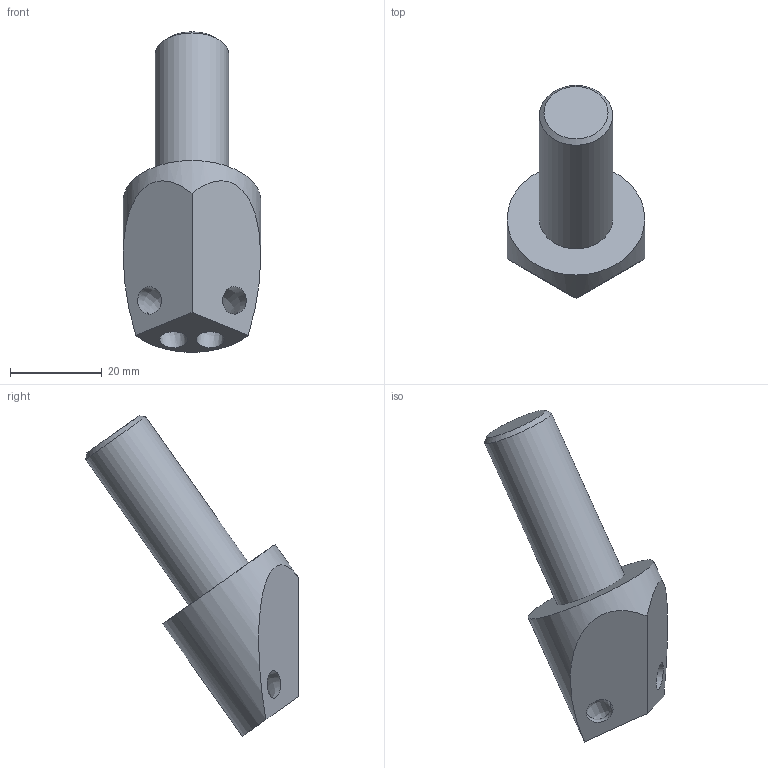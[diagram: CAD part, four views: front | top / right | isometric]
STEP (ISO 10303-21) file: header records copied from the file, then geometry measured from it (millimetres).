
FILE_DESCRIPTION(('FreeCAD Model'),'2;1');
FILE_NAME('Open CASCADE Shape Model','2023-09-02T23:39:25',('Author'),( ''),'Open CASCADE STEP processor 7.5','FreeCAD','Unknown');
FILE_SCHEMA(('AUTOMOTIVE_DESIGN { 1 0 10303 214 1 1 1 1 }'));
Length unit declared in the file: millimetre
Products named in the file (1): Body
Bounding box: 30 x 46.37 x 69.82 mm (x, y, z)
Volume: 22359.8 mm3; surface area: 5848.7 mm2
Topology: 1 solids, 1 shells, 10 faces, 21 edges, 14 vertices
Faces by surface type: plane 5, cylinder 2, revolution 2, cone 1
Full cylindrical faces by diameter (mm): 16 x1, 30 x1
Entity records: 1679 total; most frequent: CARTESIAN_POINT 1206, DIRECTION 88, ORIENTED_EDGE 42, PCURVE 42, DEFINITIONAL_REPRESENTATION 42, LINE 30, VECTOR 30, AXIS2_PLACEMENT_3D 24
